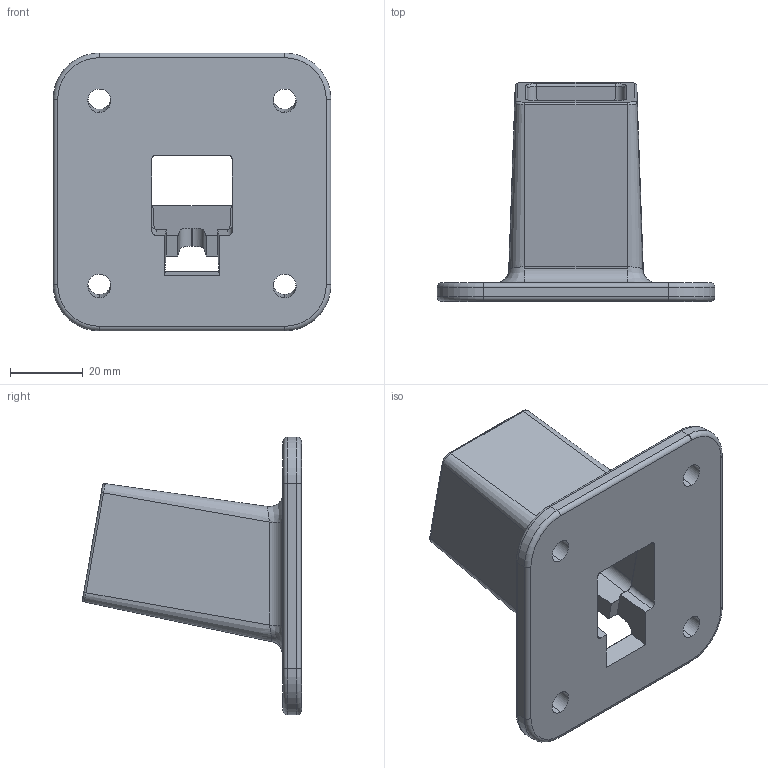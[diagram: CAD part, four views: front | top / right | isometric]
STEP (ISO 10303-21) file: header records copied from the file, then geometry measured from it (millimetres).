
FILE_DESCRIPTION (( 'STEP AP214' ), '1' );
FILE_NAME ('am-3063a Molded Peanut Foot.STEP', '2023-08-29T20:05:44', ( '' ), ( '' ), 'SwSTEP 2.0', 'SolidWorks 2022', '' );
FILE_SCHEMA (( 'AUTOMOTIVE_DESIGN' ));
Length unit declared in the file: inch
Products named in the file (1): am-3063a Molded Peanut Foot
Bounding box: 76.2 x 60.06 x 76.2 mm (x, y, z)
Volume: 53427.3 mm3; surface area: 23685.8 mm2
Topology: 1 solids, 1 shells, 121 faces, 302 edges, 182 vertices
Faces by surface type: cylinder 56, plane 29, bspline 16, torus 16, cone 4
Entity records: 3978 total; most frequent: CARTESIAN_POINT 1222, ORIENTED_EDGE 604, DIRECTION 548, EDGE_CURVE 302, AXIS2_PLACEMENT_3D 204, VERTEX_POINT 182, LINE 140, VECTOR 140
